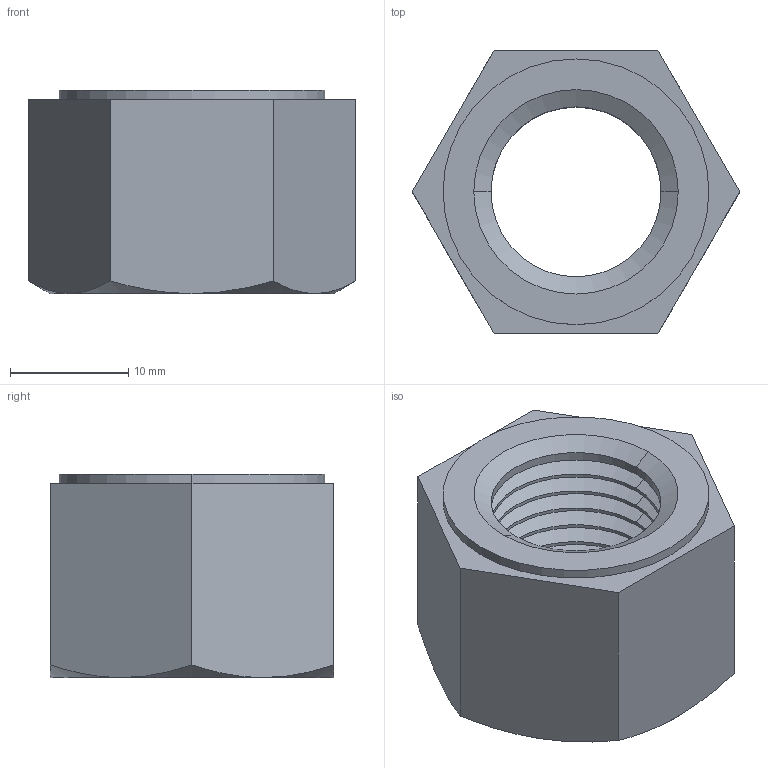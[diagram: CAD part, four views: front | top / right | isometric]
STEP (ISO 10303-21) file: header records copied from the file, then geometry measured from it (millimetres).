
FILE_DESCRIPTION (( 'STEP AP214' ), '1' );
FILE_NAME ('M16-A.STEP', '2021-10-17T16:35:29', ( 'China' ), ( 'Home' ), 'SwSTEP 2.0', 'SolidWorks 2018', '' );
FILE_SCHEMA (( 'AUTOMOTIVE_DESIGN' ));
Length unit declared in the file: millimetre
Products named in the file (1): M16-A
Bounding box: 27.71 x 24 x 17.2 mm (x, y, z)
Volume: 5244.7 mm3; surface area: 3455.7 mm2
Topology: 1 solids, 1 shells, 76 faces, 156 edges, 83 vertices
Faces by surface type: cone 47, cylinder 20, plane 9
Entity records: 2033 total; most frequent: CARTESIAN_POINT 388, DIRECTION 369, ORIENTED_EDGE 312, EDGE_CURVE 156, AXIS2_PLACEMENT_3D 148, VERTEX_POINT 83, EDGE_LOOP 79, FACE_OUTER_BOUND 76
